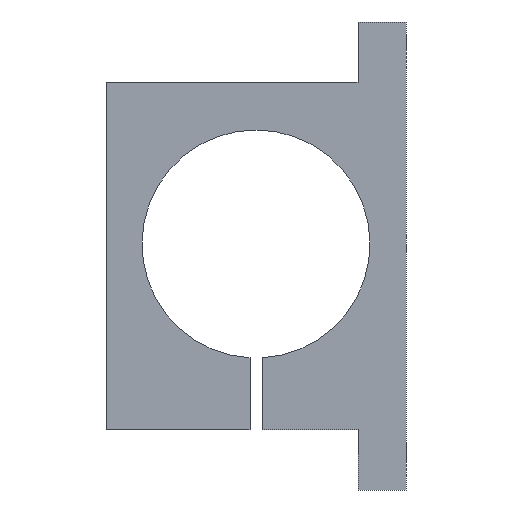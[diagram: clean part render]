
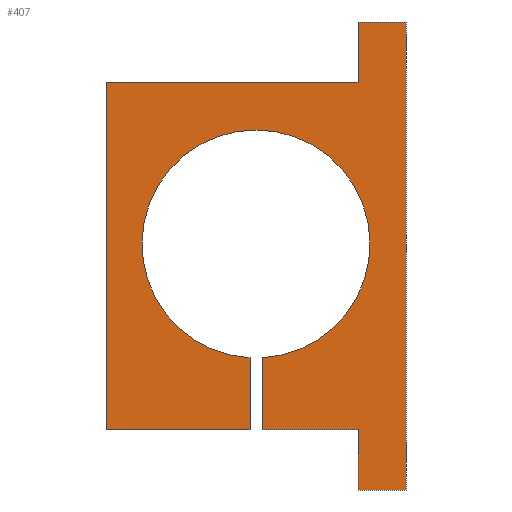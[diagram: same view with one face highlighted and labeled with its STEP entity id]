
A CAD part, left-side view. The second image highlights one B-rep face of the part: STEP entity #407.
In plain terms, the highlighted planar face has unit normal (-1, 0, 0).
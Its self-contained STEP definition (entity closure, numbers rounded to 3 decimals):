
#22 = AXIS2_PLACEMENT_3D ( 'NONE', #509, #391, #870 ) ;
#26 = ORIENTED_EDGE ( 'NONE', *, *, #296, .F. ) ;
#35 = LINE ( 'NONE', #727, #370 ) ;
#36 = ORIENTED_EDGE ( 'NONE', *, *, #810, .F. ) ;
#44 = DIRECTION ( 'NONE',  ( 0., 0., 1. ) ) ;
#50 = ORIENTED_EDGE ( 'NONE', *, *, #886, .F. ) ;
#53 = CARTESIAN_POINT ( 'NONE',  ( -10., -62.5, 92.5 ) ) ;
#84 = VECTOR ( 'NONE', #439, 1000. ) ;
#92 = VERTEX_POINT ( 'NONE', #851 ) ;
#93 = VERTEX_POINT ( 'NONE', #376 ) ;
#101 = EDGE_CURVE ( 'NONE', #528, #234, #442, .T. ) ;
#118 = CARTESIAN_POINT ( 'NONE',  ( -10., -2.5, -47.434 ) ) ;
#122 = ORIENTED_EDGE ( 'NONE', *, *, #751, .F. ) ;
#136 = DIRECTION ( 'NONE',  ( 0., 1., 0. ) ) ;
#193 = CARTESIAN_POINT ( 'NONE',  ( -10., -42.5, -77.5 ) ) ;
#206 = CARTESIAN_POINT ( 'NONE',  ( -10., 0., 0. ) ) ;
#213 = LINE ( 'NONE', #396, #542 ) ;
#215 = DIRECTION ( 'NONE',  ( 0., 1., 0. ) ) ;
#234 = VERTEX_POINT ( 'NONE', #392 ) ;
#240 = ORIENTED_EDGE ( 'NONE', *, *, #249, .F. ) ;
#249 = EDGE_CURVE ( 'NONE', #744, #528, #576, .T. ) ;
#254 = VECTOR ( 'NONE', #44, 1000. ) ;
#255 = VERTEX_POINT ( 'NONE', #455 ) ;
#258 = VECTOR ( 'NONE', #394, 1000. ) ;
#265 = CARTESIAN_POINT ( 'NONE',  ( -10., 62.5, 67.5 ) ) ;
#269 = DIRECTION ( 'NONE',  ( 0., 1., 0. ) ) ;
#280 = CARTESIAN_POINT ( 'NONE',  ( -10., 62.5, -77.5 ) ) ;
#281 = LINE ( 'NONE', #879, #412 ) ;
#284 = DIRECTION ( 'NONE',  ( 0., 0., -1. ) ) ;
#296 = EDGE_CURVE ( 'NONE', #93, #670, #213, .T. ) ;
#299 = EDGE_CURVE ( 'NONE', #725, #496, #558, .T. ) ;
#334 = CARTESIAN_POINT ( 'NONE',  ( -10., 62.5, -77.5 ) ) ;
#355 = VECTOR ( 'NONE', #730, 1000. ) ;
#356 = ORIENTED_EDGE ( 'NONE', *, *, #761, .F. ) ;
#358 = EDGE_LOOP ( 'NONE', ( #470, #26, #435, #698, #240, #356, #122, #50, #838, #849, #36, #467 ) ) ;
#365 = LINE ( 'NONE', #898, #859 ) ;
#370 = VECTOR ( 'NONE', #809, 1000. ) ;
#376 = CARTESIAN_POINT ( 'NONE',  ( -10., -42.5, 92.5 ) ) ;
#390 = VECTOR ( 'NONE', #881, 1000. ) ;
#391 = DIRECTION ( 'NONE',  ( 1., 0., 0. ) ) ;
#392 = CARTESIAN_POINT ( 'NONE',  ( -10., -42.5, 67.5 ) ) ;
#394 = DIRECTION ( 'NONE',  ( 0., 0., 1. ) ) ;
#396 = CARTESIAN_POINT ( 'NONE',  ( -10., -42.5, 92.5 ) ) ;
#407 = ADVANCED_FACE ( 'NONE', ( #484 ), #792, .F. ) ;
#408 = DIRECTION ( 'NONE',  ( 0., 0., -1. ) ) ;
#412 = VECTOR ( 'NONE', #269, 1000. ) ;
#423 = LINE ( 'NONE', #663, #527 ) ;
#435 = ORIENTED_EDGE ( 'NONE', *, *, #856, .F. ) ;
#439 = DIRECTION ( 'NONE',  ( 0., -1., 0. ) ) ;
#442 = LINE ( 'NONE', #628, #84 ) ;
#455 = CARTESIAN_POINT ( 'NONE',  ( -10., 2.5, -77.5 ) ) ;
#467 = ORIENTED_EDGE ( 'NONE', *, *, #816, .F. ) ;
#470 = ORIENTED_EDGE ( 'NONE', *, *, #869, .F. ) ;
#484 = FACE_OUTER_BOUND ( 'NONE', #358, .T. ) ;
#496 = VERTEX_POINT ( 'NONE', #118 ) ;
#504 = VERTEX_POINT ( 'NONE', #794 ) ;
#509 = CARTESIAN_POINT ( 'NONE',  ( -10., 0., 0. ) ) ;
#512 = CIRCLE ( 'NONE', #697, 47.5 ) ;
#520 = DIRECTION ( 'NONE',  ( 0., -1., 0. ) ) ;
#527 = VECTOR ( 'NONE', #408, 1000. ) ;
#528 = VERTEX_POINT ( 'NONE', #265 ) ;
#542 = VECTOR ( 'NONE', #520, 1000. ) ;
#550 = VERTEX_POINT ( 'NONE', #193 ) ;
#551 = LINE ( 'NONE', #824, #680 ) ;
#558 = LINE ( 'NONE', #894, #390 ) ;
#576 = LINE ( 'NONE', #334, #258 ) ;
#628 = CARTESIAN_POINT ( 'NONE',  ( -10., 62.5, 67.5 ) ) ;
#662 = CARTESIAN_POINT ( 'NONE',  ( -10., -62.5, 92.5 ) ) ;
#663 = CARTESIAN_POINT ( 'NONE',  ( -10., 2.5, -47.434 ) ) ;
#665 = DIRECTION ( 'NONE',  ( -1., 0., 0. ) ) ;
#670 = VERTEX_POINT ( 'NONE', #53 ) ;
#680 = VECTOR ( 'NONE', #136, 1000. ) ;
#697 = AXIS2_PLACEMENT_3D ( 'NONE', #206, #665, #284 ) ;
#698 = ORIENTED_EDGE ( 'NONE', *, *, #101, .F. ) ;
#725 = VERTEX_POINT ( 'NONE', #728 ) ;
#727 = CARTESIAN_POINT ( 'NONE',  ( -10., -42.5, 67.5 ) ) ;
#728 = CARTESIAN_POINT ( 'NONE',  ( -10., -2.5, -77.5 ) ) ;
#730 = DIRECTION ( 'NONE',  ( 0., 0., -1. ) ) ;
#744 = VERTEX_POINT ( 'NONE', #280 ) ;
#751 = EDGE_CURVE ( 'NONE', #504, #255, #423, .T. ) ;
#761 = EDGE_CURVE ( 'NONE', #255, #744, #551, .T. ) ;
#765 = EDGE_CURVE ( 'NONE', #550, #725, #365, .T. ) ;
#783 = LINE ( 'NONE', #797, #254 ) ;
#792 = PLANE ( 'NONE',  #22 ) ;
#794 = CARTESIAN_POINT ( 'NONE',  ( -10., 2.5, -47.434 ) ) ;
#797 = CARTESIAN_POINT ( 'NONE',  ( -10., -42.5, -77.5 ) ) ;
#809 = DIRECTION ( 'NONE',  ( 0., 0., 1. ) ) ;
#810 = EDGE_CURVE ( 'NONE', #92, #550, #783, .T. ) ;
#816 = EDGE_CURVE ( 'NONE', #899, #92, #281, .T. ) ;
#821 = CARTESIAN_POINT ( 'NONE',  ( -10., -62.5, -102.5 ) ) ;
#824 = CARTESIAN_POINT ( 'NONE',  ( -10., 62.5, -77.5 ) ) ;
#838 = ORIENTED_EDGE ( 'NONE', *, *, #299, .F. ) ;
#849 = ORIENTED_EDGE ( 'NONE', *, *, #765, .F. ) ;
#851 = CARTESIAN_POINT ( 'NONE',  ( -10., -42.5, -102.5 ) ) ;
#856 = EDGE_CURVE ( 'NONE', #234, #93, #35, .T. ) ;
#859 = VECTOR ( 'NONE', #215, 1000. ) ;
#869 = EDGE_CURVE ( 'NONE', #670, #899, #902, .T. ) ;
#870 = DIRECTION ( 'NONE',  ( 0., 0., -1. ) ) ;
#879 = CARTESIAN_POINT ( 'NONE',  ( -10., -62.5, -102.5 ) ) ;
#881 = DIRECTION ( 'NONE',  ( 0., 0., 1. ) ) ;
#886 = EDGE_CURVE ( 'NONE', #496, #504, #512, .T. ) ;
#894 = CARTESIAN_POINT ( 'NONE',  ( -10., -2.5, -47.434 ) ) ;
#898 = CARTESIAN_POINT ( 'NONE',  ( -10., -2.5, -77.5 ) ) ;
#899 = VERTEX_POINT ( 'NONE', #821 ) ;
#902 = LINE ( 'NONE', #662, #355 ) ;
